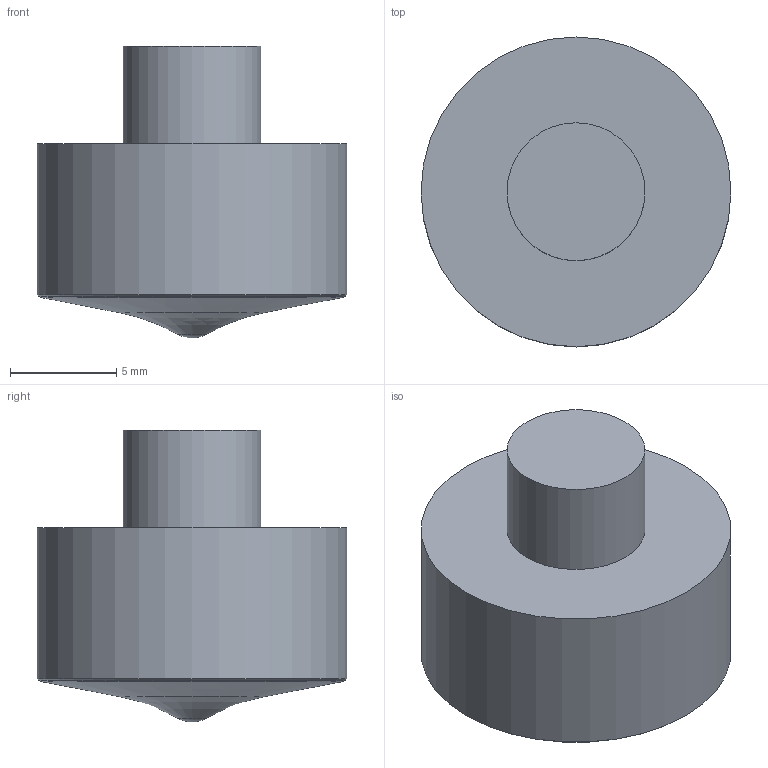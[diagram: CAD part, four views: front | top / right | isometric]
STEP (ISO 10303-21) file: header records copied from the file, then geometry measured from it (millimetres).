
FILE_DESCRIPTION(/* description */ (''),/* implementation_level */ '2;1');
FILE_NAME(/* name */ 'CUT_1.STP',/* time_stamp */ '2024-11-26T13:32:36+01:00',/* author */ (''),/* organization */ ('SMS'),/* preprocessor_version */ 'ST-DEVELOPER v16.7',/* originating_system */ 'SIEMENS PLM Software NX 12.0',/* authorisation */ '');
FILE_SCHEMA (('AUTOMOTIVE_DESIGN { 1 0 10303 214 3 1 1 1 }'));
Length unit declared in the file: millimetre
Products named in the file (1): CUT_1
Bounding box: 14.6 x 14.6 x 13.76 mm (x, y, z)
Volume: 1441.1 mm3; surface area: 761.1 mm2
Topology: 1 solids, 1 shells, 9 faces, 20 edges, 16 vertices
Faces by surface type: cylinder 2, plane 2, cone 2, torus 1, sphere 1, bspline 1
Full cylindrical faces by diameter (mm): 6.5 x1, 14.6 x1
Entity records: 303 total; most frequent: CARTESIAN_POINT 81, DIRECTION 42, AXIS2_PLACEMENT_3D 21, EDGE_LOOP 16, ORIENTED_EDGE 16, FACE_BOUND 14, ADVANCED_FACE 9, STYLED_ITEM 9
